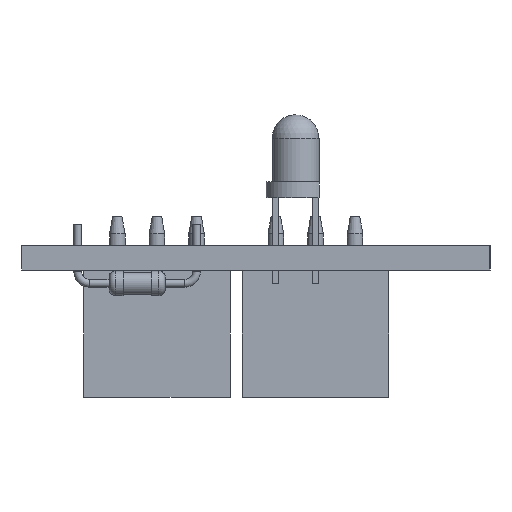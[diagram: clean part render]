
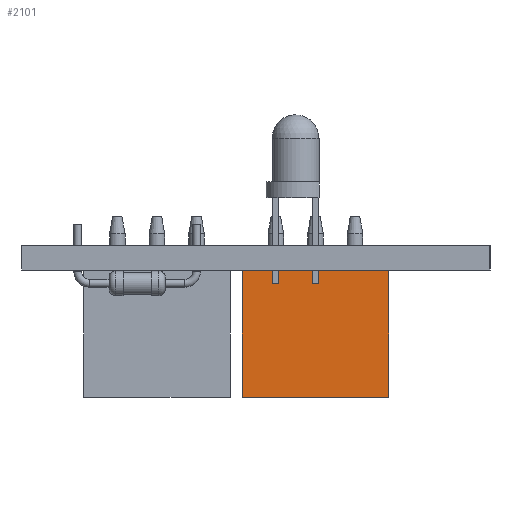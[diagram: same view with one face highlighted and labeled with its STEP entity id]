
A CAD part, left-side view. The second image highlights one B-rep face of the part: STEP entity #2101.
In plain terms, the highlighted face is planar.
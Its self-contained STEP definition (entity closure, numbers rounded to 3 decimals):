
#1362 = PLANE('',#1363);
#1363 = AXIS2_PLACEMENT_3D('',#1364,#1365,#1366);
#1364 = CARTESIAN_POINT('',(0.,0.,0.));
#1365 = DIRECTION('',(0.,0.,1.));
#1366 = DIRECTION('',(1.,0.,-0.));
#1998 = VERTEX_POINT('',#1999);
#1999 = CARTESIAN_POINT('',(-4.7,5.,0.));
#2006 = PLANE('',#2007);
#2007 = AXIS2_PLACEMENT_3D('',#2008,#2009,#2010);
#2008 = CARTESIAN_POINT('',(-4.7,5.,0.));
#2009 = DIRECTION('',(-1.,0.,0.));
#2010 = DIRECTION('',(0.,-1.,0.));
#2049 = VERTEX_POINT('',#2050);
#2050 = CARTESIAN_POINT('',(-4.7,5.,8.1));
#2064 = PLANE('',#2065);
#2065 = AXIS2_PLACEMENT_3D('',#2066,#2067,#2068);
#2066 = CARTESIAN_POINT('',(0.,0.,8.1));
#2067 = DIRECTION('',(0.,0.,1.));
#2068 = DIRECTION('',(1.,0.,-0.));
#2076 = EDGE_CURVE('',#1998,#2049,#2077,.T.);
#2077 = SURFACE_CURVE('',#2078,(#2082,#2089),.PCURVE_S1.);
#2078 = LINE('',#2079,#2080);
#2079 = CARTESIAN_POINT('',(-4.7,5.,0.));
#2080 = VECTOR('',#2081,1.);
#2081 = DIRECTION('',(0.,0.,1.));
#2082 = PCURVE('',#2006,#2083);
#2083 = DEFINITIONAL_REPRESENTATION('',(#2084),#2088);
#2084 = LINE('',#2085,#2086);
#2085 = CARTESIAN_POINT('',(0.,0.));
#2086 = VECTOR('',#2087,1.);
#2087 = DIRECTION('',(0.,1.));
#2088 = ( GEOMETRIC_REPRESENTATION_CONTEXT(2) 
PARAMETRIC_REPRESENTATION_CONTEXT() REPRESENTATION_CONTEXT('2D SPACE',''
  ) );
#2089 = PCURVE('',#2090,#2095);
#2090 = PLANE('',#2091);
#2091 = AXIS2_PLACEMENT_3D('',#2092,#2093,#2094);
#2092 = CARTESIAN_POINT('',(4.7,5.,0.));
#2093 = DIRECTION('',(0.,1.,0.));
#2094 = DIRECTION('',(-1.,0.,0.));
#2095 = DEFINITIONAL_REPRESENTATION('',(#2096),#2100);
#2096 = LINE('',#2097,#2098);
#2097 = CARTESIAN_POINT('',(9.4,0.));
#2098 = VECTOR('',#2099,1.);
#2099 = DIRECTION('',(0.,1.));
#2100 = ( GEOMETRIC_REPRESENTATION_CONTEXT(2) 
PARAMETRIC_REPRESENTATION_CONTEXT() REPRESENTATION_CONTEXT('2D SPACE',''
  ) );
#2101 = ADVANCED_FACE('',(#2102),#2090,.T.);
#2102 = FACE_BOUND('',#2103,.T.);
#2103 = EDGE_LOOP('',(#2104,#2127,#2128,#2151));
#2104 = ORIENTED_EDGE('',*,*,#2105,.F.);
#2105 = EDGE_CURVE('',#1998,#2106,#2108,.T.);
#2106 = VERTEX_POINT('',#2107);
#2107 = CARTESIAN_POINT('',(4.7,5.,0.));
#2108 = SURFACE_CURVE('',#2109,(#2113,#2120),.PCURVE_S1.);
#2109 = LINE('',#2110,#2111);
#2110 = CARTESIAN_POINT('',(-4.7,5.,0.));
#2111 = VECTOR('',#2112,1.);
#2112 = DIRECTION('',(1.,0.,0.));
#2113 = PCURVE('',#2090,#2114);
#2114 = DEFINITIONAL_REPRESENTATION('',(#2115),#2119);
#2115 = LINE('',#2116,#2117);
#2116 = CARTESIAN_POINT('',(9.4,0.));
#2117 = VECTOR('',#2118,1.);
#2118 = DIRECTION('',(-1.,0.));
#2119 = ( GEOMETRIC_REPRESENTATION_CONTEXT(2) 
PARAMETRIC_REPRESENTATION_CONTEXT() REPRESENTATION_CONTEXT('2D SPACE',''
  ) );
#2120 = PCURVE('',#1362,#2121);
#2121 = DEFINITIONAL_REPRESENTATION('',(#2122),#2126);
#2122 = LINE('',#2123,#2124);
#2123 = CARTESIAN_POINT('',(-4.7,5.));
#2124 = VECTOR('',#2125,1.);
#2125 = DIRECTION('',(1.,0.));
#2126 = ( GEOMETRIC_REPRESENTATION_CONTEXT(2) 
PARAMETRIC_REPRESENTATION_CONTEXT() REPRESENTATION_CONTEXT('2D SPACE',''
  ) );
#2127 = ORIENTED_EDGE('',*,*,#2076,.T.);
#2128 = ORIENTED_EDGE('',*,*,#2129,.F.);
#2129 = EDGE_CURVE('',#2130,#2049,#2132,.T.);
#2130 = VERTEX_POINT('',#2131);
#2131 = CARTESIAN_POINT('',(4.7,5.,8.1));
#2132 = SURFACE_CURVE('',#2133,(#2137,#2144),.PCURVE_S1.);
#2133 = LINE('',#2134,#2135);
#2134 = CARTESIAN_POINT('',(-4.7,5.,8.1));
#2135 = VECTOR('',#2136,1.);
#2136 = DIRECTION('',(-1.,0.,0.));
#2137 = PCURVE('',#2090,#2138);
#2138 = DEFINITIONAL_REPRESENTATION('',(#2139),#2143);
#2139 = LINE('',#2140,#2141);
#2140 = CARTESIAN_POINT('',(9.4,8.1));
#2141 = VECTOR('',#2142,1.);
#2142 = DIRECTION('',(1.,0.));
#2143 = ( GEOMETRIC_REPRESENTATION_CONTEXT(2) 
PARAMETRIC_REPRESENTATION_CONTEXT() REPRESENTATION_CONTEXT('2D SPACE',''
  ) );
#2144 = PCURVE('',#2064,#2145);
#2145 = DEFINITIONAL_REPRESENTATION('',(#2146),#2150);
#2146 = LINE('',#2147,#2148);
#2147 = CARTESIAN_POINT('',(-4.7,5.));
#2148 = VECTOR('',#2149,1.);
#2149 = DIRECTION('',(-1.,0.));
#2150 = ( GEOMETRIC_REPRESENTATION_CONTEXT(2) 
PARAMETRIC_REPRESENTATION_CONTEXT() REPRESENTATION_CONTEXT('2D SPACE',''
  ) );
#2151 = ORIENTED_EDGE('',*,*,#2152,.F.);
#2152 = EDGE_CURVE('',#2106,#2130,#2153,.T.);
#2153 = SURFACE_CURVE('',#2154,(#2158,#2165),.PCURVE_S1.);
#2154 = LINE('',#2155,#2156);
#2155 = CARTESIAN_POINT('',(4.7,5.,0.));
#2156 = VECTOR('',#2157,1.);
#2157 = DIRECTION('',(0.,0.,1.));
#2158 = PCURVE('',#2090,#2159);
#2159 = DEFINITIONAL_REPRESENTATION('',(#2160),#2164);
#2160 = LINE('',#2161,#2162);
#2161 = CARTESIAN_POINT('',(0.,0.));
#2162 = VECTOR('',#2163,1.);
#2163 = DIRECTION('',(0.,1.));
#2164 = ( GEOMETRIC_REPRESENTATION_CONTEXT(2) 
PARAMETRIC_REPRESENTATION_CONTEXT() REPRESENTATION_CONTEXT('2D SPACE',''
  ) );
#2165 = PCURVE('',#2166,#2171);
#2166 = PLANE('',#2167);
#2167 = AXIS2_PLACEMENT_3D('',#2168,#2169,#2170);
#2168 = CARTESIAN_POINT('',(4.7,-5.,0.));
#2169 = DIRECTION('',(1.,0.,0.));
#2170 = DIRECTION('',(0.,1.,0.));
#2171 = DEFINITIONAL_REPRESENTATION('',(#2172),#2176);
#2172 = LINE('',#2173,#2174);
#2173 = CARTESIAN_POINT('',(10.,0.));
#2174 = VECTOR('',#2175,1.);
#2175 = DIRECTION('',(0.,1.));
#2176 = ( GEOMETRIC_REPRESENTATION_CONTEXT(2) 
PARAMETRIC_REPRESENTATION_CONTEXT() REPRESENTATION_CONTEXT('2D SPACE',''
  ) );
